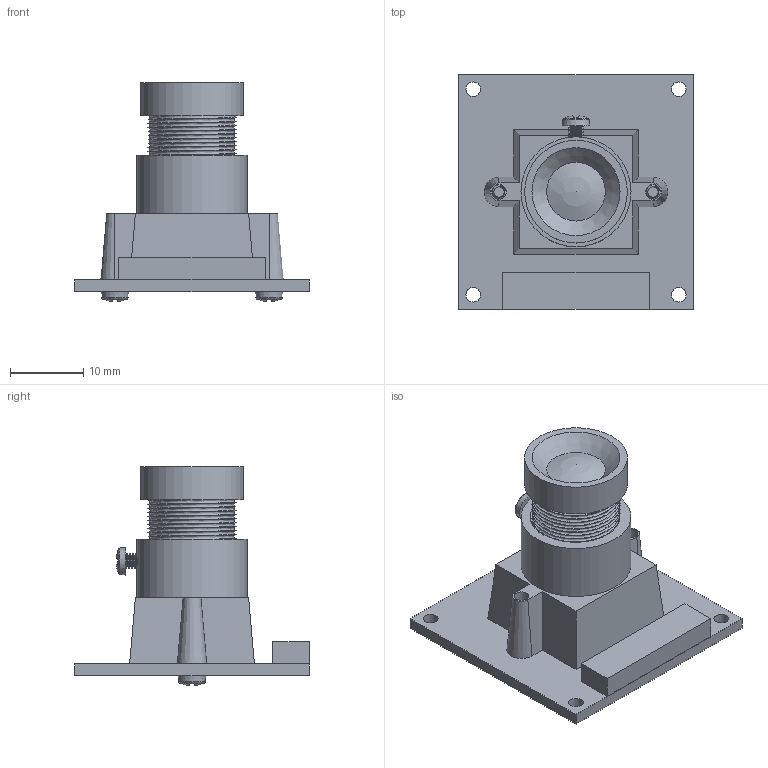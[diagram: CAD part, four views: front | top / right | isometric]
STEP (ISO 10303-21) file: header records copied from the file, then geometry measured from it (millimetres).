
FILE_DESCRIPTION(/* description */ (''),/* implementation_level */ '2;1');
FILE_NAME(/* name */ 'cam v2.step',/* time_stamp */ '2022-11-24T17:14:31+10:00',/* author */ (''),/* organization */ (''),/* preprocessor_version */ 'ST-DEVELOPER v19.2',/* originating_system */ 'Autodesk Translation Framework v11.17.0.187',/* authorisation */ '');
FILE_SCHEMA (('AUTOMOTIVE_DESIGN { 1 0 10303 214 3 1 1 }'));
Length unit declared in the file: millimetre
Products named in the file (2): cam; 94017A101_Narrow Cheese Head Phillips Screws
Assembly tree (3 placements, depth 2):
  cam
    94017A101_Narrow Cheese Head Phillips Screws  x3
Bounding box: 32 x 32 x 29.84 mm (x, y, z)
Volume: 5756.4 mm3; surface area: 6494.4 mm2
Topology: 11 solids, 11 shells, 245 faces, 652 edges, 433 vertices
Faces by surface type: cylinder 112, plane 94, cone 21, bspline 11, sphere 4, torus 3
Full cylindrical faces by diameter (mm): 1.509 x27, 2 x33, 12 x30, 14 x1, 15 x1
Entity records: 12885 total; most frequent: CARTESIAN_POINT 9442, ORIENTED_EDGE 754, DIRECTION 581, EDGE_CURVE 377, VERTEX_POINT 251, AXIS2_PLACEMENT_3D 212, EDGE_LOOP 166, LINE 157
